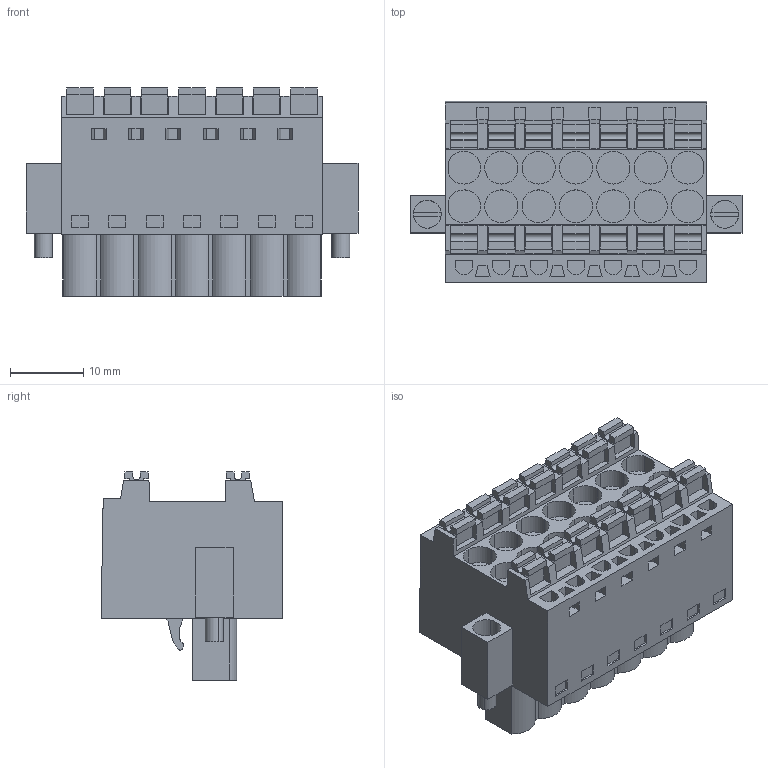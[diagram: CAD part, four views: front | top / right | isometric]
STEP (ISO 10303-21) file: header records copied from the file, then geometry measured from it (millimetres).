
FILE_DESCRIPTION(('CATIA V5 STEP Exchange','CAx-IF Rec.Pracs.--- Model Styling and Organization---1.4--- 2014-01-23'),'2;1');
FILE_NAME ('D1448084_0_1065110000_1065110000.stp','2017-09-09T07:56:37+00:00',('none'),('Weidmueller'),'CATIA Version 5-6 Release 2016','CATIA V5 STEP AP214','none');
FILE_SCHEMA(('AUTOMOTIVE_DESIGN { 1 0 10303 214 1 1 1 1 }'));
Length unit declared in the file: millimetre
Products named in the file (1): 1065110000
Bounding box: 45.18 x 24.75 x 28.33 mm (x, y, z)
Volume: 15515.7 mm3; surface area: 7834.1 mm2
Topology: 17 solids, 17 shells, 789 faces, 2182 edges, 1490 vertices
Faces by surface type: plane 667, cylinder 122
Entity records: 22916 total; most frequent: ORIENTED_EDGE 4364, CARTESIAN_POINT 4076, DIRECTION 2988, EDGE_CURVE 2182, VECTOR 1930, LINE 1930, VERTEX_POINT 1490, EDGE_LOOP 880
